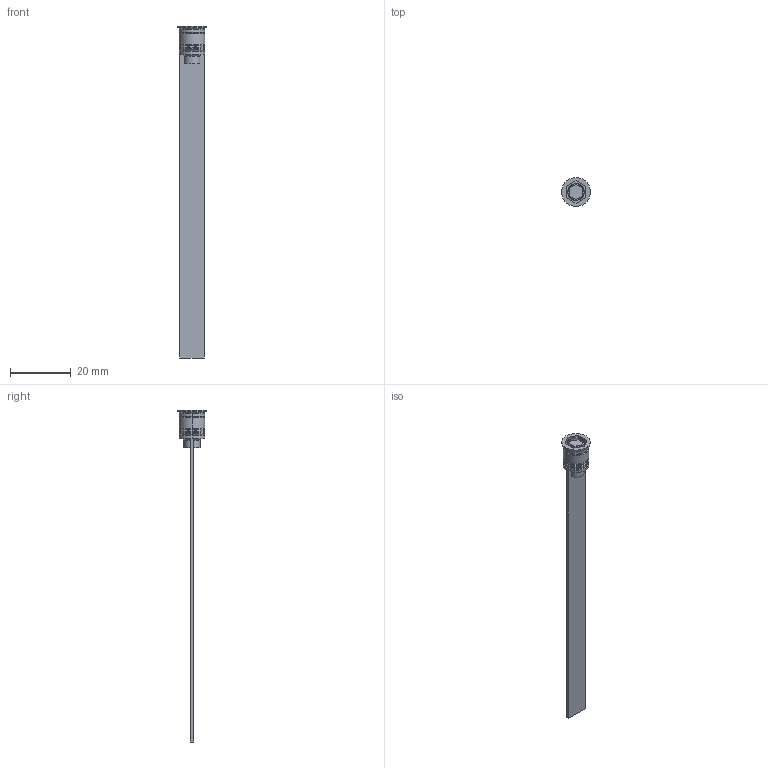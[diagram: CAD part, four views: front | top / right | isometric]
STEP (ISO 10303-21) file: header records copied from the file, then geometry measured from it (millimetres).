
FILE_DESCRIPTION (( 'STEP AP203' ), '1' );
FILE_NAME ('c6b8.STEP', '2023-09-24T11:36:19', ( '' ), ( '' ), 'SwSTEP 2.0', 'SolidWorks 2019', '' );
FILE_SCHEMA (( 'CONFIG_CONTROL_DESIGN' ));
Length unit declared in the file: millimetre
Products named in the file (1): c6b8
Bounding box: 9.5 x 9.5 x 109.5 mm (x, y, z)
Volume: 1432.2 mm3; surface area: 2527.6 mm2
Topology: 3 solids, 3 shells, 83 faces, 184 edges, 114 vertices
Faces by surface type: plane 37, cylinder 22, torus 14, cone 10
Entity records: 2383 total; most frequent: CARTESIAN_POINT 430, DIRECTION 420, ORIENTED_EDGE 368, EDGE_CURVE 184, AXIS2_PLACEMENT_3D 168, VERTEX_POINT 114, EDGE_LOOP 90, VECTOR 84
